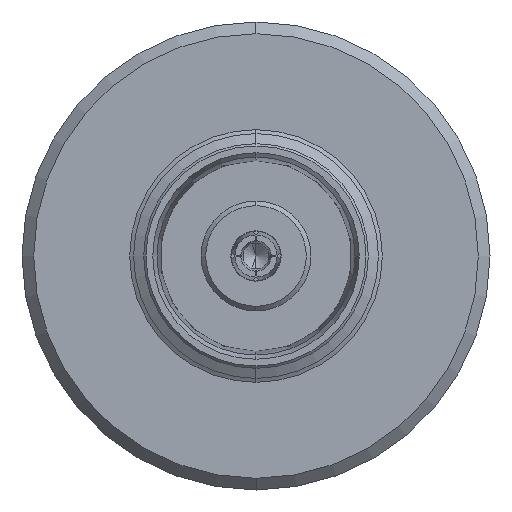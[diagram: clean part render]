
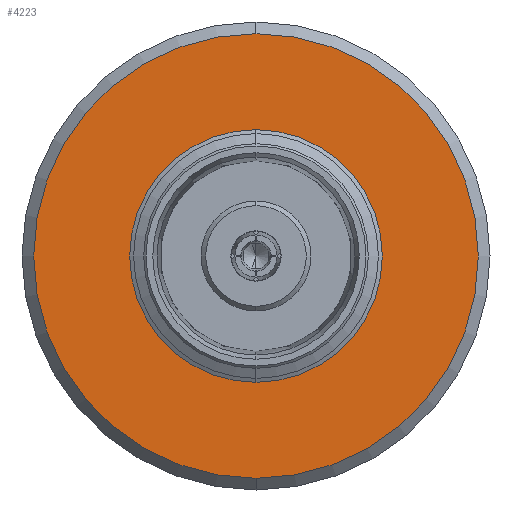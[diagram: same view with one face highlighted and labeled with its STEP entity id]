
A CAD part, left-side view. The second image highlights one B-rep face of the part: STEP entity #4223.
In plain terms, the highlighted planar face has unit normal (-1, 0, 0).
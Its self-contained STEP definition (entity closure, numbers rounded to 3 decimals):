
#18 = PLANE ( 'NONE',  #5043 ) ;
#47 = DIRECTION ( 'NONE',  ( 1., 0., 0. ) ) ;
#186 = EDGE_LOOP ( 'NONE', ( #4955, #3889 ) ) ;
#219 = VERTEX_POINT ( 'NONE', #325 ) ;
#231 = CIRCLE ( 'NONE', #4096, 4.8 ) ;
#325 = CARTESIAN_POINT ( 'NONE',  ( -5.778, 0., -4.8 ) ) ;
#349 = VERTEX_POINT ( 'NONE', #556 ) ;
#417 = FACE_OUTER_BOUND ( 'NONE', #836, .T. ) ;
#556 = CARTESIAN_POINT ( 'NONE',  ( -5.778, 0., 9.5 ) ) ;
#618 = EDGE_CURVE ( 'NONE', #219, #2222, #4544, .T. ) ;
#713 = EDGE_CURVE ( 'NONE', #349, #1318, #877, .T. ) ;
#836 = EDGE_LOOP ( 'NONE', ( #2442, #3651 ) ) ;
#877 = CIRCLE ( 'NONE', #1968, 9.5 ) ;
#1024 = EDGE_CURVE ( 'NONE', #2222, #219, #231, .T. ) ;
#1224 = CARTESIAN_POINT ( 'NONE',  ( -5.778, 0., 0. ) ) ;
#1318 = VERTEX_POINT ( 'NONE', #4668 ) ;
#1483 = DIRECTION ( 'NONE',  ( 1., 0., 0. ) ) ;
#1538 = CARTESIAN_POINT ( 'NONE',  ( -5.778, 0., 0. ) ) ;
#1596 = CARTESIAN_POINT ( 'NONE',  ( -5.778, 0., 0. ) ) ;
#1826 = DIRECTION ( 'NONE',  ( 1., 0., 0. ) ) ;
#1968 = AXIS2_PLACEMENT_3D ( 'NONE', #1538, #2730, #4286 ) ;
#2222 = VERTEX_POINT ( 'NONE', #2252 ) ;
#2252 = CARTESIAN_POINT ( 'NONE',  ( -5.778, 0., 4.8 ) ) ;
#2309 = FACE_BOUND ( 'NONE', #186, .T. ) ;
#2442 = ORIENTED_EDGE ( 'NONE', *, *, #3669, .F. ) ;
#2730 = DIRECTION ( 'NONE',  ( 1., 0., 0. ) ) ;
#2945 = AXIS2_PLACEMENT_3D ( 'NONE', #1596, #1483, #3962 ) ;
#2992 = AXIS2_PLACEMENT_3D ( 'NONE', #1224, #3985, #4685 ) ;
#3651 = ORIENTED_EDGE ( 'NONE', *, *, #713, .F. ) ;
#3669 = EDGE_CURVE ( 'NONE', #1318, #349, #4007, .T. ) ;
#3889 = ORIENTED_EDGE ( 'NONE', *, *, #1024, .T. ) ;
#3898 = CARTESIAN_POINT ( 'NONE',  ( -5.778, 0., 0. ) ) ;
#3962 = DIRECTION ( 'NONE',  ( 0., 0., -1. ) ) ;
#3985 = DIRECTION ( 'NONE',  ( 1., 0., 0. ) ) ;
#4007 = CIRCLE ( 'NONE', #2945, 9.5 ) ;
#4096 = AXIS2_PLACEMENT_3D ( 'NONE', #4624, #1826, #4134 ) ;
#4134 = DIRECTION ( 'NONE',  ( 0., 0., -1. ) ) ;
#4223 = ADVANCED_FACE ( 'NONE', ( #417, #2309 ), #18, .F. ) ;
#4276 = DIRECTION ( 'NONE',  ( 0., 0., -1. ) ) ;
#4286 = DIRECTION ( 'NONE',  ( 0., 0., -1. ) ) ;
#4544 = CIRCLE ( 'NONE', #2992, 4.8 ) ;
#4624 = CARTESIAN_POINT ( 'NONE',  ( -5.778, 0., 0. ) ) ;
#4668 = CARTESIAN_POINT ( 'NONE',  ( -5.778, 0., -9.5 ) ) ;
#4685 = DIRECTION ( 'NONE',  ( 0., 0., -1. ) ) ;
#4955 = ORIENTED_EDGE ( 'NONE', *, *, #618, .T. ) ;
#5043 = AXIS2_PLACEMENT_3D ( 'NONE', #3898, #47, #4276 ) ;
